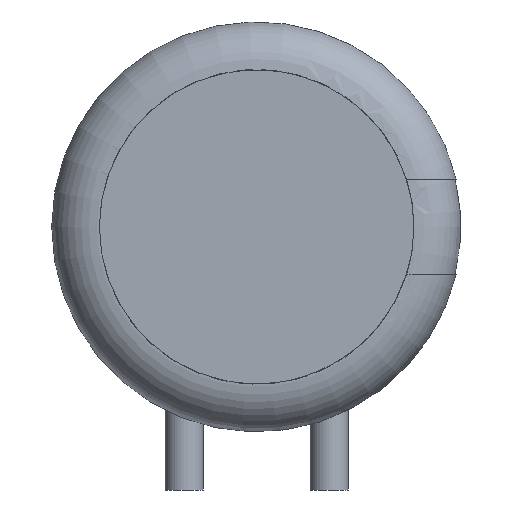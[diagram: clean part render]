
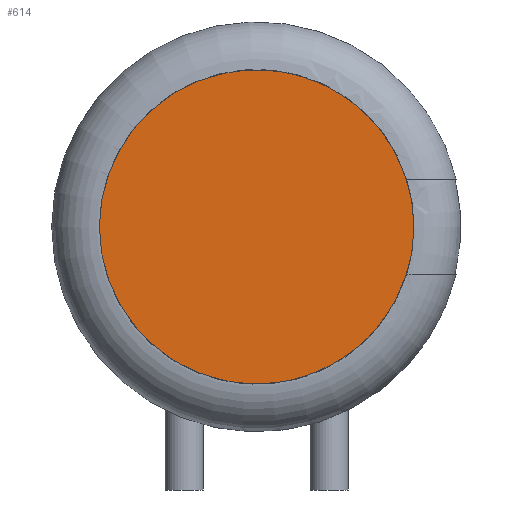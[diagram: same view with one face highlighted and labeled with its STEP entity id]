
A CAD part, front view. The second image highlights one B-rep face of the part: STEP entity #614.
In plain terms, the highlighted planar face has unit normal (0, -1, 0).
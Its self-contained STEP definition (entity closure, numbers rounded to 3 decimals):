
#170=FACE_OUTER_BOUND('',#212,.T.);
#212=EDGE_LOOP('',(#493));
#261=CIRCLE('',#712,1.65);
#307=VERTEX_POINT('',#1094);
#375=EDGE_CURVE('',#307,#307,#261,.T.);
#493=ORIENTED_EDGE('',*,*,#375,.F.);
#589=PLANE('',#713);
#614=ADVANCED_FACE('',(#170),#589,.F.);
#712=AXIS2_PLACEMENT_3D('',#1096,#847,#848);
#713=AXIS2_PLACEMENT_3D('',#1097,#849,#850);
#847=DIRECTION('center_axis',(0.,1.,0.));
#848=DIRECTION('ref_axis',(1.,0.,0.));
#849=DIRECTION('center_axis',(0.,1.,0.));
#850=DIRECTION('ref_axis',(1.,0.,0.));
#1094=CARTESIAN_POINT('',(-1.65,-6.95,0.));
#1096=CARTESIAN_POINT('Origin',(0.,-6.95,0.));
#1097=CARTESIAN_POINT('Origin',(0.,-6.95,0.));
